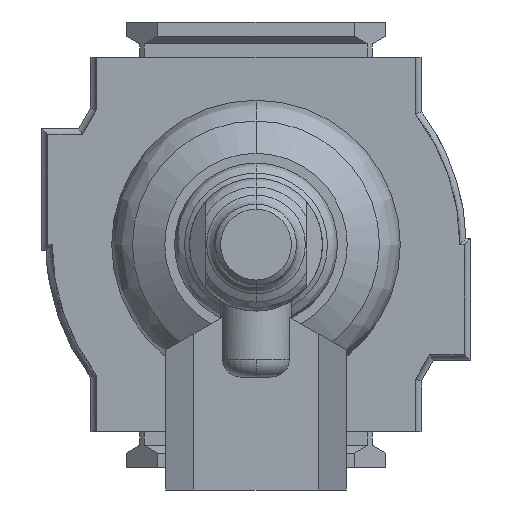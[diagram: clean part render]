
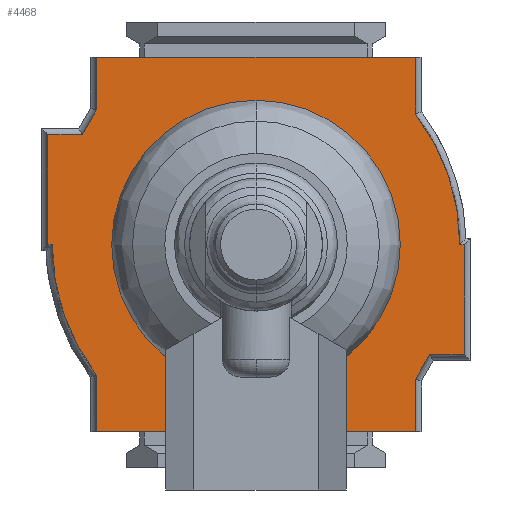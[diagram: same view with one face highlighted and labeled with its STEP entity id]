
A CAD part, front view. The second image highlights one B-rep face of the part: STEP entity #4468.
In plain terms, the highlighted face is planar.
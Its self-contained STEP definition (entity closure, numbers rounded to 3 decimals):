
#286 = CARTESIAN_POINT ( 'NONE',  ( -1.2, 27.325, 0. ) ) ;
#314 = AXIS2_PLACEMENT_3D ( 'NONE', #286, #7609, #9654 ) ;
#325 = CARTESIAN_POINT ( 'NONE',  ( 23., 27.325, 0. ) ) ;
#383 = DIRECTION ( 'NONE',  ( 0., 0., 1. ) ) ;
#433 = VERTEX_POINT ( 'NONE', #7221 ) ;
#484 = VECTOR ( 'NONE', #1920, 1000. ) ;
#557 = VECTOR ( 'NONE', #6102, 1000. ) ;
#758 = DIRECTION ( 'NONE',  ( 1., 0., 0. ) ) ;
#762 = LINE ( 'NONE', #10341, #8754 ) ;
#872 = LINE ( 'NONE', #6220, #7829 ) ;
#875 = ORIENTED_EDGE ( 'NONE', *, *, #7527, .F. ) ;
#881 = DIRECTION ( 'NONE',  ( 0., 0., -1. ) ) ;
#1064 = VERTEX_POINT ( 'NONE', #11366 ) ;
#1206 = LINE ( 'NONE', #6609, #8522 ) ;
#1234 = LINE ( 'NONE', #1823, #6658 ) ;
#1358 = CARTESIAN_POINT ( 'NONE',  ( 1.2, 27.325, 0. ) ) ;
#1436 = VERTEX_POINT ( 'NONE', #9025 ) ;
#1487 = ORIENTED_EDGE ( 'NONE', *, *, #12932, .F. ) ;
#1647 = DIRECTION ( 'NONE',  ( 0., 0., -1. ) ) ;
#1699 = LINE ( 'NONE', #11046, #10728 ) ;
#1775 = ORIENTED_EDGE ( 'NONE', *, *, #12785, .F. ) ;
#1823 = CARTESIAN_POINT ( 'NONE',  ( 18., 27.325, -21.125 ) ) ;
#1848 = ORIENTED_EDGE ( 'NONE', *, *, #13340, .F. ) ;
#1881 = ORIENTED_EDGE ( 'NONE', *, *, #2537, .F. ) ;
#1920 = DIRECTION ( 'NONE',  ( -0.496, 0., 0.868 ) ) ;
#2393 = DIRECTION ( 'NONE',  ( 1., 0., 0. ) ) ;
#2462 = DIRECTION ( 'NONE',  ( 0., -1., 0. ) ) ;
#2537 = EDGE_CURVE ( 'NONE', #2593, #4013, #10426, .T. ) ;
#2588 = PLANE ( 'NONE',  #5609 ) ;
#2593 = VERTEX_POINT ( 'NONE', #4465 ) ;
#2717 = CARTESIAN_POINT ( 'NONE',  ( 24.44, 27.325, -21.97 ) ) ;
#2789 = VERTEX_POINT ( 'NONE', #13378 ) ;
#2820 = CARTESIAN_POINT ( 'NONE',  ( -23.5, 27.325, -12.4 ) ) ;
#2840 = EDGE_CURVE ( 'NONE', #2789, #13688, #1234, .T. ) ;
#2871 = VECTOR ( 'NONE', #8178, 1000. ) ;
#3066 = CARTESIAN_POINT ( 'NONE',  ( -23.5, 27.325, -12.4 ) ) ;
#3343 = DIRECTION ( 'NONE',  ( 0., 0., 1. ) ) ;
#3720 = LINE ( 'NONE', #6767, #4804 ) ;
#3866 = ORIENTED_EDGE ( 'NONE', *, *, #12417, .F. ) ;
#3953 = CARTESIAN_POINT ( 'NONE',  ( -18., 27.325, -15.2 ) ) ;
#3997 = ORIENTED_EDGE ( 'NONE', *, *, #10062, .F. ) ;
#4013 = VERTEX_POINT ( 'NONE', #3953 ) ;
#4166 = ORIENTED_EDGE ( 'NONE', *, *, #11934, .F. ) ;
#4223 = CARTESIAN_POINT ( 'NONE',  ( 18., 27.325, -14.731 ) ) ;
#4407 = LINE ( 'NONE', #8604, #6479 ) ;
#4427 = EDGE_CURVE ( 'NONE', #4013, #6283, #4407, .T. ) ;
#4465 = CARTESIAN_POINT ( 'NONE',  ( -19.6, 27.325, -12.4 ) ) ;
#4468 = ADVANCED_FACE ( 'NONE', ( #8760 ), #2588, .T. ) ;
#4775 = CARTESIAN_POINT ( 'NONE',  ( -18., 27.325, -21.125 ) ) ;
#4804 = VECTOR ( 'NONE', #1647, 1000. ) ;
#4839 = ORIENTED_EDGE ( 'NONE', *, *, #10474, .F. ) ;
#5052 = CARTESIAN_POINT ( 'NONE',  ( 19.6, 27.325, 12.4 ) ) ;
#5070 = VERTEX_POINT ( 'NONE', #12908 ) ;
#5119 = CARTESIAN_POINT ( 'NONE',  ( 19.6, 27.325, 12.4 ) ) ;
#5247 = CARTESIAN_POINT ( 'NONE',  ( -23., 27.325, 0. ) ) ;
#5609 = AXIS2_PLACEMENT_3D ( 'NONE', #2717, #5867, #383 ) ;
#5741 = CARTESIAN_POINT ( 'NONE',  ( 23.5, 27.325, 12.4 ) ) ;
#5867 = DIRECTION ( 'NONE',  ( 0., 1., 0. ) ) ;
#6102 = DIRECTION ( 'NONE',  ( -1., 0., 0. ) ) ;
#6172 = LINE ( 'NONE', #13566, #557 ) ;
#6220 = CARTESIAN_POINT ( 'NONE',  ( 18., 27.325, 15.2 ) ) ;
#6221 = ORIENTED_EDGE ( 'NONE', *, *, #10973, .F. ) ;
#6283 = VERTEX_POINT ( 'NONE', #11588 ) ;
#6304 = VERTEX_POINT ( 'NONE', #5247 ) ;
#6479 = VECTOR ( 'NONE', #7568, 1000. ) ;
#6609 = CARTESIAN_POINT ( 'NONE',  ( 23.5, 27.325, 0. ) ) ;
#6658 = VECTOR ( 'NONE', #8230, 1000. ) ;
#6767 = CARTESIAN_POINT ( 'NONE',  ( -23.5, 27.325, 0. ) ) ;
#6913 = EDGE_CURVE ( 'NONE', #10088, #433, #872, .T. ) ;
#7142 = ORIENTED_EDGE ( 'NONE', *, *, #6913, .F. ) ;
#7221 = CARTESIAN_POINT ( 'NONE',  ( 18., 27.325, 21.125 ) ) ;
#7239 = DIRECTION ( 'NONE',  ( 0., 0., 1. ) ) ;
#7339 = VERTEX_POINT ( 'NONE', #5052 ) ;
#7527 = EDGE_CURVE ( 'NONE', #12295, #2593, #13280, .T. ) ;
#7568 = DIRECTION ( 'NONE',  ( 0., 0., -1. ) ) ;
#7609 = DIRECTION ( 'NONE',  ( 0., -1., 0. ) ) ;
#7640 = ORIENTED_EDGE ( 'NONE', *, *, #2840, .F. ) ;
#7729 = EDGE_CURVE ( 'NONE', #7339, #10088, #11415, .T. ) ;
#7829 = VECTOR ( 'NONE', #7239, 1000. ) ;
#8178 = DIRECTION ( 'NONE',  ( 0.496, 0., -0.868 ) ) ;
#8230 = DIRECTION ( 'NONE',  ( 0., 0., 1. ) ) ;
#8477 = CIRCLE ( 'NONE', #314, 24.2 ) ;
#8522 = VECTOR ( 'NONE', #3343, 1000. ) ;
#8604 = CARTESIAN_POINT ( 'NONE',  ( -18., 27.325, -15.2 ) ) ;
#8608 = ORIENTED_EDGE ( 'NONE', *, *, #4427, .F. ) ;
#8609 = ORIENTED_EDGE ( 'NONE', *, *, #11218, .F. ) ;
#8727 = ORIENTED_EDGE ( 'NONE', *, *, #12058, .F. ) ;
#8754 = VECTOR ( 'NONE', #11441, 1000. ) ;
#8760 = FACE_OUTER_BOUND ( 'NONE', #8895, .T. ) ;
#8895 = EDGE_LOOP ( 'NONE', ( #1881, #875, #8609, #6221, #1487, #3997, #1775, #7142, #10639, #1848, #4166, #3866, #4839, #7640, #8727, #8608 ) ) ;
#8928 = VECTOR ( 'NONE', #881, 1000. ) ;
#8979 = CARTESIAN_POINT ( 'NONE',  ( -23.5, 27.325, 0. ) ) ;
#9025 = CARTESIAN_POINT ( 'NONE',  ( -18., 27.325, 21.125 ) ) ;
#9212 = AXIS2_PLACEMENT_3D ( 'NONE', #1358, #2462, #2393 ) ;
#9284 = LINE ( 'NONE', #11432, #8928 ) ;
#9654 = DIRECTION ( 'NONE',  ( 1., 0., 0. ) ) ;
#9690 = CARTESIAN_POINT ( 'NONE',  ( 18., 27.325, 15.2 ) ) ;
#10062 = EDGE_CURVE ( 'NONE', #1436, #1064, #9284, .T. ) ;
#10088 = VERTEX_POINT ( 'NONE', #9690 ) ;
#10252 = VERTEX_POINT ( 'NONE', #325 ) ;
#10341 = CARTESIAN_POINT ( 'NONE',  ( 23.5, 27.325, 12.4 ) ) ;
#10361 = CARTESIAN_POINT ( 'NONE',  ( -19.6, 27.325, -12.4 ) ) ;
#10389 = CARTESIAN_POINT ( 'NONE',  ( 18., 27.325, 21.125 ) ) ;
#10426 = LINE ( 'NONE', #10361, #2871 ) ;
#10474 = EDGE_CURVE ( 'NONE', #13688, #10252, #8477, .T. ) ;
#10639 = ORIENTED_EDGE ( 'NONE', *, *, #7729, .F. ) ;
#10728 = VECTOR ( 'NONE', #12064, 1000. ) ;
#10973 = EDGE_CURVE ( 'NONE', #6304, #12952, #6172, .T. ) ;
#10983 = LINE ( 'NONE', #4775, #12072 ) ;
#11046 = CARTESIAN_POINT ( 'NONE',  ( 23., 27.325, 0. ) ) ;
#11156 = VERTEX_POINT ( 'NONE', #5741 ) ;
#11218 = EDGE_CURVE ( 'NONE', #12952, #12295, #3720, .T. ) ;
#11366 = CARTESIAN_POINT ( 'NONE',  ( -18., 27.325, 14.731 ) ) ;
#11415 = LINE ( 'NONE', #5119, #484 ) ;
#11432 = CARTESIAN_POINT ( 'NONE',  ( -18., 27.325, 21.125 ) ) ;
#11441 = DIRECTION ( 'NONE',  ( -1., 0., 0. ) ) ;
#11549 = LINE ( 'NONE', #10389, #12060 ) ;
#11588 = CARTESIAN_POINT ( 'NONE',  ( -18., 27.325, -21.125 ) ) ;
#11934 = EDGE_CURVE ( 'NONE', #5070, #11156, #1206, .T. ) ;
#12058 = EDGE_CURVE ( 'NONE', #6283, #2789, #10983, .T. ) ;
#12060 = VECTOR ( 'NONE', #13692, 1000. ) ;
#12064 = DIRECTION ( 'NONE',  ( 1., 0., 0. ) ) ;
#12072 = VECTOR ( 'NONE', #13305, 1000. ) ;
#12277 = CIRCLE ( 'NONE', #9212, 24.2 ) ;
#12295 = VERTEX_POINT ( 'NONE', #3066 ) ;
#12417 = EDGE_CURVE ( 'NONE', #10252, #5070, #1699, .T. ) ;
#12629 = VECTOR ( 'NONE', #758, 1000. ) ;
#12785 = EDGE_CURVE ( 'NONE', #433, #1436, #11549, .T. ) ;
#12908 = CARTESIAN_POINT ( 'NONE',  ( 23.5, 27.325, 0. ) ) ;
#12932 = EDGE_CURVE ( 'NONE', #1064, #6304, #12277, .T. ) ;
#12952 = VERTEX_POINT ( 'NONE', #8979 ) ;
#13280 = LINE ( 'NONE', #2820, #12629 ) ;
#13305 = DIRECTION ( 'NONE',  ( 1., 0., 0. ) ) ;
#13340 = EDGE_CURVE ( 'NONE', #11156, #7339, #762, .T. ) ;
#13378 = CARTESIAN_POINT ( 'NONE',  ( 18., 27.325, -21.125 ) ) ;
#13566 = CARTESIAN_POINT ( 'NONE',  ( -23., 27.325, 0. ) ) ;
#13688 = VERTEX_POINT ( 'NONE', #4223 ) ;
#13692 = DIRECTION ( 'NONE',  ( -1., 0., 0. ) ) ;
